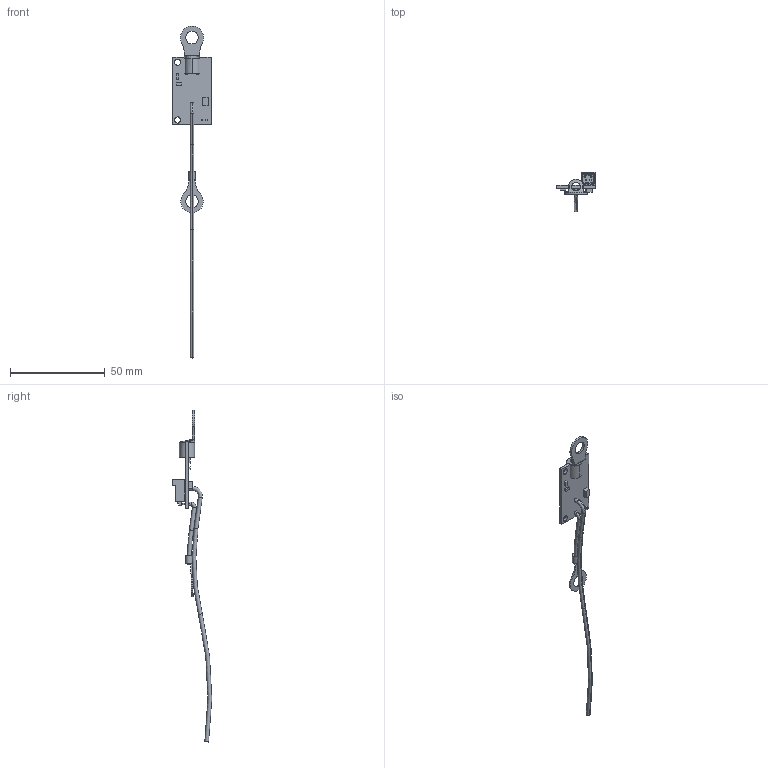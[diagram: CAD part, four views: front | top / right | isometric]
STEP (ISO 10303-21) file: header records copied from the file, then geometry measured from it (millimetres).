
FILE_DESCRIPTION (( 'STEP AP214' ), '1' );
FILE_NAME ('1PR0064 Negative Board Assembly.STEP', '2011-04-17T19:18:22', ( 'Michael Baranello' ), ( 'Barnwerks, LLC' ), 'SwSTEP 2.0', 'SolidWorks 2011', '' );
FILE_SCHEMA (( 'AUTOMOTIVE_DESIGN' ));
Length unit declared in the file: inch
Products named in the file (7): Orange Wire; Red Wire; Molex 70553-0001; Molex 191930152; AMP 34113; Negative-Board; 1PR0064 Negative Board Assembly
Assembly tree (6 placements, depth 2):
  1PR0064 Negative Board Assembly
    Red Wire
    AMP 34113
    Molex 191930152
    Negative-Board
    Orange Wire
    Molex 70553-0001
Bounding box: 20.32 x 20.83 x 175.3 mm (x, y, z)
Volume: 2543 mm3; surface area: 4466.5 mm2
Topology: 6 solids, 6 shells, 179 faces, 449 edges, 290 vertices
Faces by surface type: plane 119, cylinder 42, torus 10, bspline 8
Entity records: 6760 total; most frequent: CARTESIAN_POINT 1215, DIRECTION 913, ORIENTED_EDGE 898, EDGE_CURVE 449, LINE 337, VECTOR 337, VERTEX_POINT 290, AXIS2_PLACEMENT_3D 288
